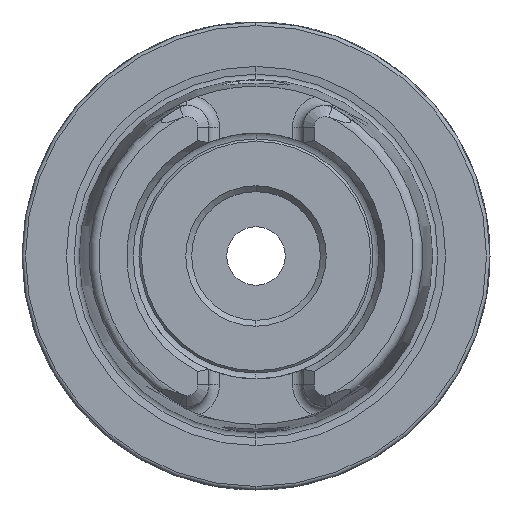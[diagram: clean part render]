
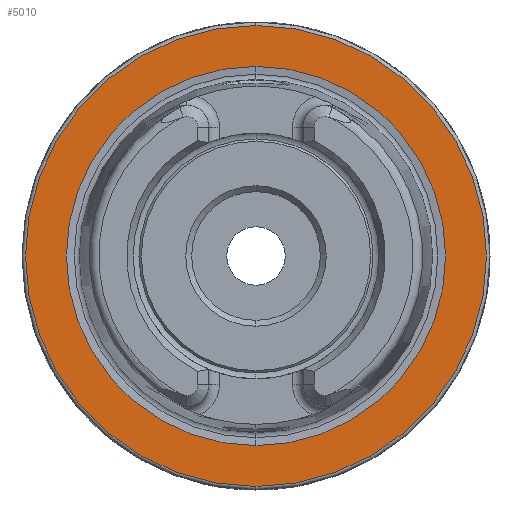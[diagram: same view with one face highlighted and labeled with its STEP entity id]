
A CAD part, left-side view. The second image highlights one B-rep face of the part: STEP entity #5010.
In plain terms, the highlighted planar face has unit normal (-1, 0, 0).
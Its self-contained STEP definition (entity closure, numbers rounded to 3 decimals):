
#106 = CIRCLE ( 'NONE', #679, 16.207 ) ;
#168 = EDGE_LOOP ( 'NONE', ( #7936, #450 ) ) ;
#208 = DIRECTION ( 'NONE',  ( 1., 0., 0. ) ) ;
#443 = EDGE_CURVE ( 'NONE', #553, #8675, #6132, .T. ) ;
#450 = ORIENTED_EDGE ( 'NONE', *, *, #5709, .F. ) ;
#553 = VERTEX_POINT ( 'NONE', #8402 ) ;
#679 = AXIS2_PLACEMENT_3D ( 'NONE', #1882, #2640, #5349 ) ;
#1054 = PLANE ( 'NONE',  #4624 ) ;
#1586 = VERTEX_POINT ( 'NONE', #3961 ) ;
#1882 = CARTESIAN_POINT ( 'NONE',  ( 0., 0., 0. ) ) ;
#2005 = DIRECTION ( 'NONE',  ( -1., 0., 0. ) ) ;
#2203 = DIRECTION ( 'NONE',  ( -1., 0., 0. ) ) ;
#2252 = DIRECTION ( 'NONE',  ( 0., 0., -1. ) ) ;
#2295 = CARTESIAN_POINT ( 'NONE',  ( 0., 0., 0. ) ) ;
#2339 = CARTESIAN_POINT ( 'NONE',  ( 0., 19.7, 0. ) ) ;
#2415 = CARTESIAN_POINT ( 'NONE',  ( 0., 0., 16.207 ) ) ;
#2640 = DIRECTION ( 'NONE',  ( -1., 0., 0. ) ) ;
#3254 = CARTESIAN_POINT ( 'NONE',  ( 0., 0., 0. ) ) ;
#3408 = EDGE_LOOP ( 'NONE', ( #8584, #6977 ) ) ;
#3691 = CARTESIAN_POINT ( 'NONE',  ( 0., 0., 0. ) ) ;
#3961 = CARTESIAN_POINT ( 'NONE',  ( 0., 0., -16.207 ) ) ;
#4048 = DIRECTION ( 'NONE',  ( 0., 0., 1. ) ) ;
#4177 = DIRECTION ( 'NONE',  ( 0., 0., 1. ) ) ;
#4198 = CIRCLE ( 'NONE', #7327, 16.207 ) ;
#4340 = FACE_BOUND ( 'NONE', #168, .T. ) ;
#4624 = AXIS2_PLACEMENT_3D ( 'NONE', #2339, #208, #2252 ) ;
#5010 = ADVANCED_FACE ( 'NONE', ( #4340, #5718 ), #1054, .F. ) ;
#5022 = EDGE_CURVE ( 'NONE', #8675, #553, #5621, .T. ) ;
#5349 = DIRECTION ( 'NONE',  ( 0., 0., 1. ) ) ;
#5621 = CIRCLE ( 'NONE', #8033, 19.7 ) ;
#5709 = EDGE_CURVE ( 'NONE', #1586, #6794, #4198, .T. ) ;
#5718 = FACE_OUTER_BOUND ( 'NONE', #3408, .T. ) ;
#6132 = CIRCLE ( 'NONE', #8412, 19.7 ) ;
#6603 = EDGE_CURVE ( 'NONE', #6794, #1586, #106, .T. ) ;
#6794 = VERTEX_POINT ( 'NONE', #2415 ) ;
#6945 = DIRECTION ( 'NONE',  ( -1., 0., 0. ) ) ;
#6977 = ORIENTED_EDGE ( 'NONE', *, *, #5022, .T. ) ;
#7096 = DIRECTION ( 'NONE',  ( 0., 0., 1. ) ) ;
#7327 = AXIS2_PLACEMENT_3D ( 'NONE', #3691, #6945, #4177 ) ;
#7459 = CARTESIAN_POINT ( 'NONE',  ( 0., 0., -19.7 ) ) ;
#7936 = ORIENTED_EDGE ( 'NONE', *, *, #6603, .F. ) ;
#8033 = AXIS2_PLACEMENT_3D ( 'NONE', #2295, #2203, #7096 ) ;
#8402 = CARTESIAN_POINT ( 'NONE',  ( 0., 0., 19.7 ) ) ;
#8412 = AXIS2_PLACEMENT_3D ( 'NONE', #3254, #2005, #4048 ) ;
#8584 = ORIENTED_EDGE ( 'NONE', *, *, #443, .T. ) ;
#8675 = VERTEX_POINT ( 'NONE', #7459 ) ;
